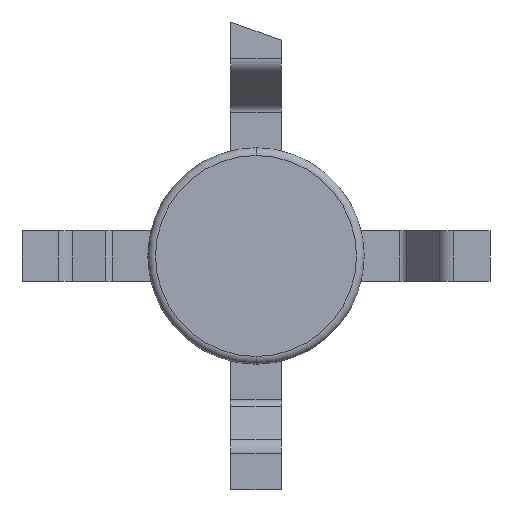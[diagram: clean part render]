
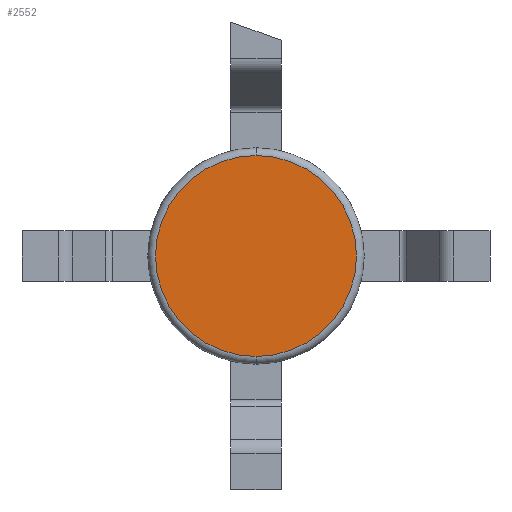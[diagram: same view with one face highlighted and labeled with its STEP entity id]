
A CAD part, front view. The second image highlights one B-rep face of the part: STEP entity #2552.
In plain terms, the highlighted planar face has unit normal (0, -1, 0).
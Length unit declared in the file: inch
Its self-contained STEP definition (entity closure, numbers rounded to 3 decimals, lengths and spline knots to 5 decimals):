
#114 = EDGE_LOOP ( 'NONE', ( #1308, #1346 ) ) ;
#252 = AXIS2_PLACEMENT_3D ( 'NONE', #3287, #3012, #401 ) ;
#401 = DIRECTION ( 'NONE',  ( 0., 0., 1. ) ) ;
#1130 = AXIS2_PLACEMENT_3D ( 'NONE', #2748, #1439, #3624 ) ;
#1263 = AXIS2_PLACEMENT_3D ( 'NONE', #1338, #1616, #3270 ) ;
#1308 = ORIENTED_EDGE ( 'NONE', *, *, #2480, .T. ) ;
#1338 = CARTESIAN_POINT ( 'NONE',  ( 0., 0., 0. ) ) ;
#1346 = ORIENTED_EDGE ( 'NONE', *, *, #1743, .T. ) ;
#1439 = DIRECTION ( 'NONE',  ( 0., 1., 0. ) ) ;
#1616 = DIRECTION ( 'NONE',  ( 0., -1., 0. ) ) ;
#1743 = EDGE_CURVE ( 'NONE', #3275, #3706, #2272, .T. ) ;
#2272 = CIRCLE ( 'NONE', #252, 0.0395 ) ;
#2294 = PLANE ( 'NONE',  #1130 ) ;
#2480 = EDGE_CURVE ( 'NONE', #3706, #3275, #3214, .T. ) ;
#2502 = CARTESIAN_POINT ( 'NONE',  ( 0., 0., 0.0395 ) ) ;
#2534 = CARTESIAN_POINT ( 'NONE',  ( 0., 0., -0.0395 ) ) ;
#2552 = ADVANCED_FACE ( 'NONE', ( #3875 ), #2294, .F. ) ;
#2748 = CARTESIAN_POINT ( 'NONE',  ( 0., 0., 0. ) ) ;
#3012 = DIRECTION ( 'NONE',  ( 0., -1., 0. ) ) ;
#3214 = CIRCLE ( 'NONE', #1263, 0.0395 ) ;
#3270 = DIRECTION ( 'NONE',  ( 0., 0., 1. ) ) ;
#3275 = VERTEX_POINT ( 'NONE', #2534 ) ;
#3287 = CARTESIAN_POINT ( 'NONE',  ( 0., 0., 0. ) ) ;
#3624 = DIRECTION ( 'NONE',  ( 0., 0., 1. ) ) ;
#3706 = VERTEX_POINT ( 'NONE', #2502 ) ;
#3875 = FACE_OUTER_BOUND ( 'NONE', #114, .T. ) ;
